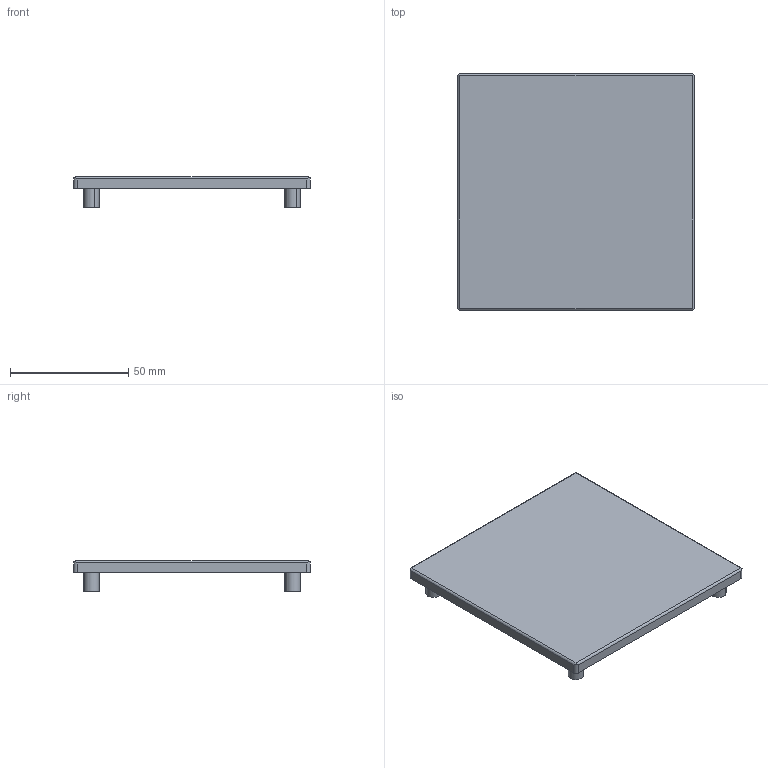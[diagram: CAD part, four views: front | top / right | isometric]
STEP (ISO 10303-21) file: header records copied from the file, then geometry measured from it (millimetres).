
FILE_DESCRIPTION(('Creo Elements/Direct Modeling STEP Export'),'2;1');
FILE_NAME('11.0305_Abdeckkappe-MMS-11_100x100x5.stp','2022-03-18T14:17:12',(''),(''),'PTC Creo Elements/Direct Modeling STEP processor for AP214 (Solid Model)','PTC Creo Elements/Direct Modeling 19.0C 15-Aug-2015 (C) Parametric Technology GmbH','');
FILE_SCHEMA(('AUTOMOTIVE_DESIGN { 1 0 10303 214 1 1 1 1 }'));
Length unit declared in the file: millimetre
Products named in the file (3): Abdeckkappe-MMS-11_100x100x5_304421_PX176332; Stift-MMS-11_Ø65x12_004-9228.1_PX176333.4; Abdeckkappe-MMS-11_100x100x5_11.0305_PX176340
Assembly tree (5 placements, depth 2):
  Abdeckkappe-MMS-11_100x100x5_11.0305_PX176340
    Stift-MMS-11_Ø65x12_004-9228.1_PX176333.4  x4
    Abdeckkappe-MMS-11_100x100x5_304421_PX176332
Bounding box: 100 x 100 x 13 mm (x, y, z)
Volume: 50967.8 mm3; surface area: 23386 mm2
Topology: 5 solids, 5 shells, 42 faces, 88 edges, 60 vertices
Faces by surface type: cylinder 24, plane 18
Entity records: 1172 total; most frequent: CARTESIAN_POINT 425, DIRECTION 138, ORIENTED_EDGE 134, EDGE_CURVE 67, AXIS2_PLACEMENT_3D 54, VERTEX_POINT 45, EDGE_LOOP 34, VECTOR 30
